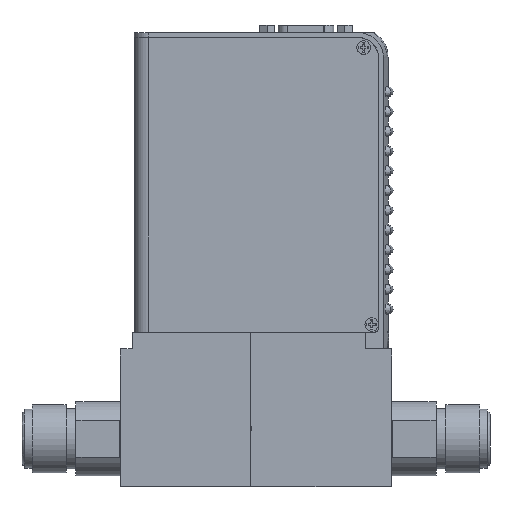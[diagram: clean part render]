
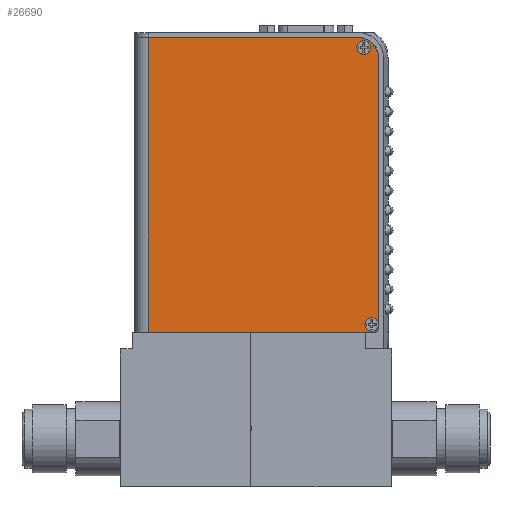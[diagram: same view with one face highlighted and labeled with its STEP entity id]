
A CAD part, left-side view. The second image highlights one B-rep face of the part: STEP entity #26690.
In plain terms, the highlighted planar face has unit normal (-1, 0, 0).
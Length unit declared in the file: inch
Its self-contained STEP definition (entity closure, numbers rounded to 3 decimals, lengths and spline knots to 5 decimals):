
#146 = EDGE_CURVE ( 'NONE', #35081, #1698, #17748, .T. ) ;
#165 = ORIENTED_EDGE ( 'NONE', *, *, #146, .F. ) ;
#1090 = DIRECTION ( 'NONE',  ( 0., 1., 0. ) ) ;
#1140 = AXIS2_PLACEMENT_3D ( 'NONE', #11771, #32175, #14726 ) ;
#1149 = ORIENTED_EDGE ( 'NONE', *, *, #18226, .T. ) ;
#1327 = VERTEX_POINT ( 'NONE', #15519 ) ;
#1497 = LINE ( 'NONE', #20267, #21994 ) ;
#1698 = VERTEX_POINT ( 'NONE', #14697 ) ;
#1863 = AXIS2_PLACEMENT_3D ( 'NONE', #4537, #24940, #7479 ) ;
#2968 = CARTESIAN_POINT ( 'NONE',  ( 0.18, 2.88159, 1.957 ) ) ;
#3111 = DIRECTION ( 'NONE',  ( -1., 0., 0. ) ) ;
#4046 = EDGE_CURVE ( 'NONE', #6355, #13701, #4055, .T. ) ;
#4055 = CIRCLE ( 'NONE', #28870, 0.086 ) ;
#4537 = CARTESIAN_POINT ( 'NONE',  ( 0.18, 0.05059, 2.055 ) ) ;
#4576 = CARTESIAN_POINT ( 'NONE',  ( 0.18, -0.03741, 5.688 ) ) ;
#4792 = EDGE_CURVE ( 'NONE', #19161, #34203, #9018, .T. ) ;
#4949 = CARTESIAN_POINT ( 'NONE',  ( 0.18, 0.05059, 1.969 ) ) ;
#5056 = DIRECTION ( 'NONE',  ( -1., 0., 0. ) ) ;
#5168 = CIRCLE ( 'NONE', #1863, 0.086 ) ;
#6355 = VERTEX_POINT ( 'NONE', #31251 ) ;
#6892 = CARTESIAN_POINT ( 'NONE',  ( 0.18, 0.05059, 2.141 ) ) ;
#7479 = DIRECTION ( 'NONE',  ( 0., 0., 1. ) ) ;
#7786 = EDGE_CURVE ( 'NONE', #19270, #1327, #1497, .T. ) ;
#8374 = ORIENTED_EDGE ( 'NONE', *, *, #7786, .F. ) ;
#9018 = LINE ( 'NONE', #2968, #25445 ) ;
#9373 = DIRECTION ( 'NONE',  ( 1., 0., 0. ) ) ;
#9512 = PLANE ( 'NONE',  #23957 ) ;
#9563 = CIRCLE ( 'NONE', #29517, 0.086 ) ;
#11771 = CARTESIAN_POINT ( 'NONE',  ( 0.18, 0.02559, 2.02 ) ) ;
#12430 = DIRECTION ( 'NONE',  ( 0., 1., 0. ) ) ;
#13701 = VERTEX_POINT ( 'NONE', #32723 ) ;
#14298 = CIRCLE ( 'NONE', #1140, 0.063 ) ;
#14410 = DIRECTION ( 'NONE',  ( 0., -1., 0. ) ) ;
#14697 = CARTESIAN_POINT ( 'NONE',  ( 0.18, -0.03741, 2.02 ) ) ;
#14726 = DIRECTION ( 'NONE',  ( 0., 1., 0. ) ) ;
#15366 = VERTEX_POINT ( 'NONE', #4949 ) ;
#15519 = CARTESIAN_POINT ( 'NONE',  ( 0.18, 0.23259, 5.688 ) ) ;
#15929 = EDGE_LOOP ( 'NONE', ( #17299, #37433 ) ) ;
#17299 = ORIENTED_EDGE ( 'NONE', *, *, #4046, .F. ) ;
#17435 = DIRECTION ( 'NONE',  ( -1., 0., 0. ) ) ;
#17748 = LINE ( 'NONE', #4576, #23635 ) ;
#17990 = EDGE_CURVE ( 'NONE', #15366, #21226, #5168, .T. ) ;
#18226 = EDGE_CURVE ( 'NONE', #34203, #1698, #14298, .T. ) ;
#18410 = ORIENTED_EDGE ( 'NONE', *, *, #32075, .T. ) ;
#18532 = DIRECTION ( 'NONE',  ( -1., 0., 0. ) ) ;
#18734 = CARTESIAN_POINT ( 'NONE',  ( 0.18, 2.88159, 5.688 ) ) ;
#19161 = VERTEX_POINT ( 'NONE', #23498 ) ;
#19223 = VECTOR ( 'NONE', #32808, 39.37008 ) ;
#19270 = VERTEX_POINT ( 'NONE', #18734 ) ;
#19839 = AXIS2_PLACEMENT_3D ( 'NONE', #34911, #17435, #37855 ) ;
#20267 = CARTESIAN_POINT ( 'NONE',  ( 0.18, 2.88159, 5.688 ) ) ;
#20396 = DIRECTION ( 'NONE',  ( 0., -1., 0. ) ) ;
#20556 = CARTESIAN_POINT ( 'NONE',  ( 0.18, 0.15259, 5.559 ) ) ;
#21080 = FACE_OUTER_BOUND ( 'NONE', #24027, .T. ) ;
#21226 = VERTEX_POINT ( 'NONE', #6892 ) ;
#21994 = VECTOR ( 'NONE', #14410, 39.37008 ) ;
#22357 = AXIS2_PLACEMENT_3D ( 'NONE', #36045, #18532, #1090 ) ;
#22530 = CARTESIAN_POINT ( 'NONE',  ( 0.18, 0.15259, 5.559 ) ) ;
#22993 = EDGE_CURVE ( 'NONE', #13701, #6355, #9563, .T. ) ;
#23460 = DIRECTION ( 'NONE',  ( 0., 0., 1. ) ) ;
#23498 = CARTESIAN_POINT ( 'NONE',  ( 0.18, 2.88159, 1.957 ) ) ;
#23635 = VECTOR ( 'NONE', #33806, 39.37008 ) ;
#23957 = AXIS2_PLACEMENT_3D ( 'NONE', #24000, #9373, #12430 ) ;
#24000 = CARTESIAN_POINT ( 'NONE',  ( 0.18, 2.88159, 5.688 ) ) ;
#24027 = EDGE_LOOP ( 'NONE', ( #32327, #1149, #165, #18410, #8374, #27402 ) ) ;
#24746 = CARTESIAN_POINT ( 'NONE',  ( 0.18, 0.02559, 1.957 ) ) ;
#24940 = DIRECTION ( 'NONE',  ( -1., 0., 0. ) ) ;
#25188 = CIRCLE ( 'NONE', #19839, 0.086 ) ;
#25445 = VECTOR ( 'NONE', #20396, 39.37008 ) ;
#25449 = DIRECTION ( 'NONE',  ( 0., 0., 1. ) ) ;
#25867 = CIRCLE ( 'NONE', #22357, 0.27 ) ;
#26690 = ADVANCED_FACE ( 'NONE', ( #28863, #35721, #21080 ), #9512, .F. ) ;
#26980 = LINE ( 'NONE', #32678, #19223 ) ;
#27402 = ORIENTED_EDGE ( 'NONE', *, *, #28509, .T. ) ;
#27503 = CARTESIAN_POINT ( 'NONE',  ( 0.18, -0.03741, 5.418 ) ) ;
#27901 = EDGE_CURVE ( 'NONE', #21226, #15366, #25188, .T. ) ;
#28509 = EDGE_CURVE ( 'NONE', #19270, #19161, #26980, .T. ) ;
#28863 = FACE_BOUND ( 'NONE', #37023, .T. ) ;
#28870 = AXIS2_PLACEMENT_3D ( 'NONE', #22530, #5056, #25449 ) ;
#29517 = AXIS2_PLACEMENT_3D ( 'NONE', #20556, #3111, #23460 ) ;
#31251 = CARTESIAN_POINT ( 'NONE',  ( 0.18, 0.15259, 5.645 ) ) ;
#31569 = ORIENTED_EDGE ( 'NONE', *, *, #17990, .F. ) ;
#32075 = EDGE_CURVE ( 'NONE', #35081, #1327, #25867, .T. ) ;
#32175 = DIRECTION ( 'NONE',  ( -1., 0., 0. ) ) ;
#32327 = ORIENTED_EDGE ( 'NONE', *, *, #4792, .T. ) ;
#32678 = CARTESIAN_POINT ( 'NONE',  ( 0.18, 2.88159, 5.688 ) ) ;
#32723 = CARTESIAN_POINT ( 'NONE',  ( 0.18, 0.15259, 5.473 ) ) ;
#32808 = DIRECTION ( 'NONE',  ( 0., 0., -1. ) ) ;
#33806 = DIRECTION ( 'NONE',  ( 0., 0., -1. ) ) ;
#34203 = VERTEX_POINT ( 'NONE', #24746 ) ;
#34911 = CARTESIAN_POINT ( 'NONE',  ( 0.18, 0.05059, 2.055 ) ) ;
#35081 = VERTEX_POINT ( 'NONE', #27503 ) ;
#35656 = ORIENTED_EDGE ( 'NONE', *, *, #27901, .F. ) ;
#35721 = FACE_BOUND ( 'NONE', #15929, .T. ) ;
#36045 = CARTESIAN_POINT ( 'NONE',  ( 0.18, 0.23259, 5.418 ) ) ;
#37023 = EDGE_LOOP ( 'NONE', ( #35656, #31569 ) ) ;
#37433 = ORIENTED_EDGE ( 'NONE', *, *, #22993, .F. ) ;
#37855 = DIRECTION ( 'NONE',  ( 0., 0., 1. ) ) ;
